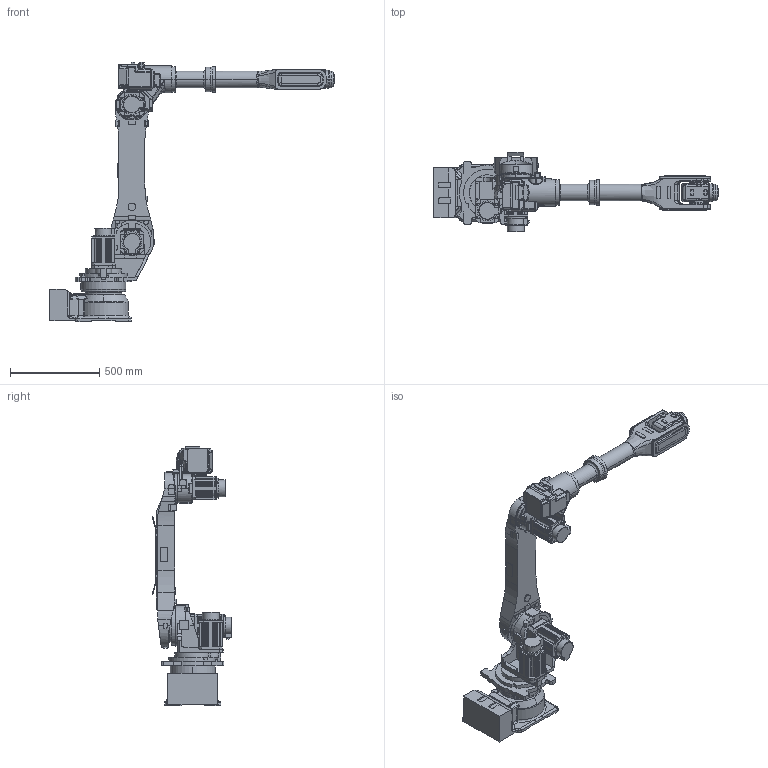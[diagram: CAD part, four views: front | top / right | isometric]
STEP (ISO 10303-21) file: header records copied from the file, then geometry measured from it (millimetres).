
FILE_DESCRIPTION (( 'STEP AP214' ), '1' );
FILE_NAME ('HH010L(駍).STEP', '2018-06-14T04:16:35', ( 'Windows 餌辨濠' ), ( 'HRDG' ), 'SwSTEP 2.0', 'SolidWorks 2017', '' );
FILE_SCHEMA (( 'AUTOMOTIVE_DESIGN' ));
Length unit declared in the file: millimetre
Products named in the file (32): HH010L_S REDUCER; HH020_W1-007_ATTACHMENT_Default; HH010L_BASE BODY ASSY; HH010L_R2 OUTPUT; HH010L_BASE BODY; HH020_WRIST COVER ASSY; HH020_W1-003_WRIST COVER_Default; HH010L(駍); HH020_W1-104_GASKET_Default; HH020_W1-001_ARM PIPE_Default; HH020_W1-113_HOUSING_Default; HH020_W1-114_REDUCER CASE(B)_Default; HH010L_W1-010_ADD PIPE; HH010L_ARM FRAME ASSY; HH010L_UPPER FRAME ASSY; HH010L_ARM FRAME; HH010L_A2 ARM CABLE BKT; HH010L_ARM FRAME COVER; HH010L_UPPER FRAME; HH010L_V REDUCER; HH010L_WRIST ASSY; HH010L_V MOTOR ASSY; HH010L_B OUTPUT; HH010L_V MOTOR; HH020_W1-002_WRIST BODY_Default; HH010L_LOWER FRAME ASSY; HH020_W1-105_MOTOR BASE(R1)_Default; HH010L_LOWER FRAME; HH020_W1-006_BEARING HOUSING(R1)_Default; HH010L_H REDUCER; HH010L_S H MOTOR; HH010L_R1 OUTPUT
Assembly tree (33 placements, depth 5):
  HH010L(駍)
    HH010L_BASE BODY ASSY
      HH010L_BASE BODY
    HH010L_LOWER FRAME ASSY
      HH010L_S REDUCER
      HH010L_S H MOTOR  x2
      HH010L_H REDUCER
      HH010L_LOWER FRAME
    HH010L_ARM FRAME ASSY
      HH010L_V MOTOR ASSY
        HH010L_V MOTOR
      HH010L_V REDUCER
      HH010L_ARM FRAME COVER
      HH010L_ARM FRAME
    HH010L_WRIST ASSY
      HH010L_R2 OUTPUT
        HH010L_W1-010_ADD PIPE
        HH020_W1-114_REDUCER CASE(B)_Default
        HH020_W1-113_HOUSING_Default
        HH020_W1-001_ARM PIPE_Default
        HH020_WRIST COVER ASSY  x2
          HH020_W1-104_GASKET_Default
          HH020_W1-003_WRIST COVER_Default
      HH010L_R1 OUTPUT
        HH020_W1-007_ATTACHMENT_Default
      HH010L_B OUTPUT
        HH020_W1-006_BEARING HOUSING(R1)_Default
        HH020_W1-105_MOTOR BASE(R1)_Default
        HH020_W1-002_WRIST BODY_Default
    HH010L_UPPER FRAME ASSY
      HH010L_UPPER FRAME
      HH010L_A2 ARM CABLE BKT
Bounding box: 1601 x 446.11 x 1451.6 mm (x, y, z)
Volume: 71385390 mm3; surface area: 3804289.7 mm2
Topology: 25 solids, 27 shells, 2903 faces, 7363 edges, 4623 vertices
Faces by surface type: plane 1285, cylinder 1073, bspline 477, cone 68
Entity records: 104442 total; most frequent: CARTESIAN_POINT 44897, ORIENTED_EDGE 12744, DIRECTION 11548, EDGE_CURVE 6372, AXIS2_PLACEMENT_3D 4083, VERTEX_POINT 4007, VECTOR 3382, LINE 3382
